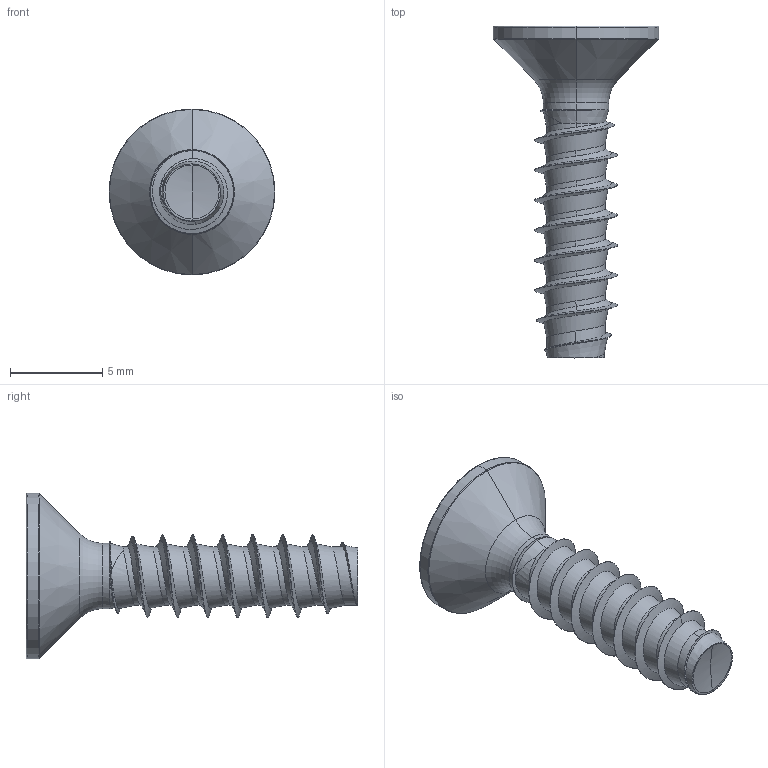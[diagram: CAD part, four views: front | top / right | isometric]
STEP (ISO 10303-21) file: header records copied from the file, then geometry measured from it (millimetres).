
FILE_DESCRIPTION (( 'STEP AP203' ), '1' );
FILE_NAME ('STP330450180.STEP', '2017-08-15T16:36:16', ( '' ), ( '' ), 'SwSTEP 2.0', 'SolidWorks 2015', '' );
FILE_SCHEMA (( 'CONFIG_CONTROL_DESIGN' ));
Length unit declared in the file: millimetre
Products named in the file (1): STP330450180
Bounding box: 9 x 18 x 9 mm (x, y, z)
Volume: 260.7 mm3; surface area: 418.7 mm2
Topology: 1 solids, 1 shells, 178 faces, 403 edges, 227 vertices
Faces by surface type: cylinder 62, bspline 51, sphere 26, plane 22, cone 11, torus 6
Entity records: 17919 total; most frequent: CARTESIAN_POINT 14326, ORIENTED_EDGE 802, DIRECTION 653, EDGE_CURVE 401, AXIS2_PLACEMENT_3D 268, VERTEX_POINT 227, EDGE_LOOP 180, ADVANCED_FACE 178
